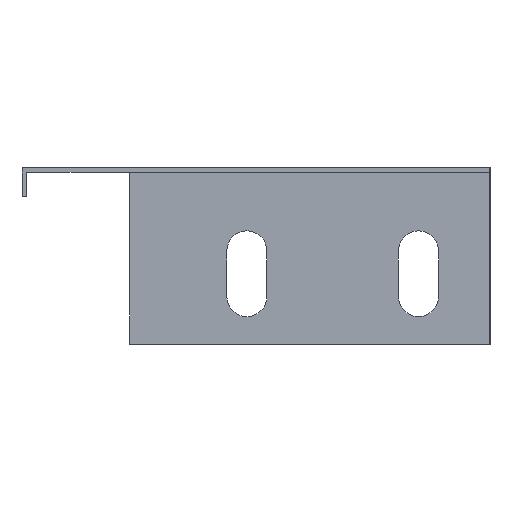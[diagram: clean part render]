
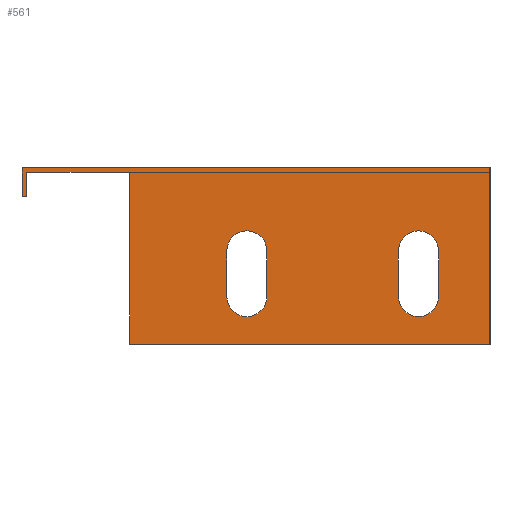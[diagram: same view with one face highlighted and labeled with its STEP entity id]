
A CAD part, left-side view. The second image highlights one B-rep face of the part: STEP entity #561.
In plain terms, the highlighted planar face has unit normal (-1, 0, 0).
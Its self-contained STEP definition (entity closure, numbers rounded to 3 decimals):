
#2 = VERTEX_POINT ( 'NONE', #194 ) ;
#5 = CARTESIAN_POINT ( 'NONE',  ( -250.8, 31.5, -0.8 ) ) ;
#6 = ORIENTED_EDGE ( 'NONE', *, *, #710, .T. ) ;
#8 = AXIS2_PLACEMENT_3D ( 'NONE', #254, #816, #681 ) ;
#12 = CARTESIAN_POINT ( 'NONE',  ( -250.8, 49.5, -0.8 ) ) ;
#13 = DIRECTION ( 'NONE',  ( -1., 0., 0. ) ) ;
#33 = EDGE_CURVE ( 'NONE', #2, #1006, #584, .T. ) ;
#35 = DIRECTION ( 'NONE',  ( 0., 0., -1. ) ) ;
#40 = DIRECTION ( 'NONE',  ( 0., -1., 0. ) ) ;
#53 = DIRECTION ( 'NONE',  ( 0., 0., 1. ) ) ;
#80 = ORIENTED_EDGE ( 'NONE', *, *, #591, .F. ) ;
#87 = FACE_BOUND ( 'NONE', #986, .T. ) ;
#91 = CIRCLE ( 'NONE', #139, 3.5 ) ;
#103 = CARTESIAN_POINT ( 'NONE',  ( -250.8, 51.431, 0. ) ) ;
#106 = DIRECTION ( 'NONE',  ( 0., 0., 1. ) ) ;
#107 = VECTOR ( 'NONE', #946, 1000. ) ;
#112 = DIRECTION ( 'NONE',  ( -1., 0., 0. ) ) ;
#113 = VERTEX_POINT ( 'NONE', #917 ) ;
#127 = CARTESIAN_POINT ( 'NONE',  ( -250.8, 7.5, -22.5 ) ) ;
#131 = ORIENTED_EDGE ( 'NONE', *, *, #719, .F. ) ;
#132 = CARTESIAN_POINT ( 'NONE',  ( -250.8, -15.5, -22.5 ) ) ;
#135 = DIRECTION ( 'NONE',  ( 1., 0., 0. ) ) ;
#139 = AXIS2_PLACEMENT_3D ( 'NONE', #590, #112, #683 ) ;
#143 = LINE ( 'NONE', #670, #364 ) ;
#144 = ORIENTED_EDGE ( 'NONE', *, *, #156, .F. ) ;
#156 = EDGE_CURVE ( 'NONE', #888, #651, #615, .T. ) ;
#179 = CARTESIAN_POINT ( 'NONE',  ( -250.8, -15.5, -14.5 ) ) ;
#180 = VECTOR ( 'NONE', #53, 1000. ) ;
#185 = VECTOR ( 'NONE', #363, 1000. ) ;
#186 = CARTESIAN_POINT ( 'NONE',  ( -250.8, 51.431, -0.8 ) ) ;
#190 = CIRCLE ( 'NONE', #8, 3.5 ) ;
#194 = CARTESIAN_POINT ( 'NONE',  ( -250.8, -22.5, -22.5 ) ) ;
#203 = EDGE_CURVE ( 'NONE', #814, #2, #604, .T. ) ;
#208 = EDGE_CURVE ( 'NONE', #666, #1005, #1022, .T. ) ;
#221 = CARTESIAN_POINT ( 'NONE',  ( -250.8, 49.5, 0. ) ) ;
#223 = EDGE_CURVE ( 'NONE', #113, #942, #190, .T. ) ;
#227 = PLANE ( 'NONE',  #587 ) ;
#242 = VERTEX_POINT ( 'NONE', #903 ) ;
#254 = CARTESIAN_POINT ( 'NONE',  ( -250.8, 11., -22.5 ) ) ;
#304 = CARTESIAN_POINT ( 'NONE',  ( -250.8, 31.5, -0.8 ) ) ;
#311 = ORIENTED_EDGE ( 'NONE', *, *, #203, .F. ) ;
#315 = VECTOR ( 'NONE', #832, 1000. ) ;
#330 = CARTESIAN_POINT ( 'NONE',  ( -250.8, 7.5, -14.5 ) ) ;
#334 = CARTESIAN_POINT ( 'NONE',  ( -250.8, -31.5, -30.8 ) ) ;
#340 = DIRECTION ( 'NONE',  ( 0., 0., 1. ) ) ;
#341 = LINE ( 'NONE', #334, #488 ) ;
#363 = DIRECTION ( 'NONE',  ( 0., -1., 0. ) ) ;
#364 = VECTOR ( 'NONE', #755, 1000. ) ;
#378 = LINE ( 'NONE', #465, #180 ) ;
#386 = CARTESIAN_POINT ( 'NONE',  ( -250.8, -22.5, -14.5 ) ) ;
#391 = DIRECTION ( 'NONE',  ( 0., 0., 1. ) ) ;
#394 = EDGE_LOOP ( 'NONE', ( #421, #311, #593, #1013 ) ) ;
#395 = VERTEX_POINT ( 'NONE', #330 ) ;
#411 = EDGE_CURVE ( 'NONE', #395, #418, #974, .T. ) ;
#418 = VERTEX_POINT ( 'NONE', #733 ) ;
#419 = ORIENTED_EDGE ( 'NONE', *, *, #1019, .T. ) ;
#421 = ORIENTED_EDGE ( 'NONE', *, *, #33, .F. ) ;
#424 = LINE ( 'NONE', #455, #426 ) ;
#426 = VECTOR ( 'NONE', #40, 1000. ) ;
#427 = CARTESIAN_POINT ( 'NONE',  ( -250.8, -31.5, 0. ) ) ;
#446 = EDGE_CURVE ( 'NONE', #578, #242, #341, .T. ) ;
#450 = CARTESIAN_POINT ( 'NONE',  ( -250.8, 14.5, -22.5 ) ) ;
#455 = CARTESIAN_POINT ( 'NONE',  ( -250.8, 50.3, -5. ) ) ;
#457 = ORIENTED_EDGE ( 'NONE', *, *, #555, .T. ) ;
#465 = CARTESIAN_POINT ( 'NONE',  ( -250.8, -31.5, -0.8 ) ) ;
#472 = VECTOR ( 'NONE', #106, 1000. ) ;
#478 = VECTOR ( 'NONE', #340, 1000. ) ;
#488 = VECTOR ( 'NONE', #896, 1000. ) ;
#489 = CARTESIAN_POINT ( 'NONE',  ( -250.8, 11., -14.5 ) ) ;
#518 = VERTEX_POINT ( 'NONE', #657 ) ;
#550 = CARTESIAN_POINT ( 'NONE',  ( -250.8, 7.5, -22.5 ) ) ;
#555 = EDGE_CURVE ( 'NONE', #678, #666, #649, .T. ) ;
#558 = ORIENTED_EDGE ( 'NONE', *, *, #208, .T. ) ;
#561 = ADVANCED_FACE ( 'NONE', ( #87, #736, #1059 ), #227, .F. ) ;
#567 = DIRECTION ( 'NONE',  ( 0., 0., 1. ) ) ;
#578 = VERTEX_POINT ( 'NONE', #619 ) ;
#581 = DIRECTION ( 'NONE',  ( 0., 0., 1. ) ) ;
#584 = LINE ( 'NONE', #1054, #478 ) ;
#586 = CARTESIAN_POINT ( 'NONE',  ( -250.8, 50.3, 0. ) ) ;
#587 = AXIS2_PLACEMENT_3D ( 'NONE', #5, #135, #791 ) ;
#590 = CARTESIAN_POINT ( 'NONE',  ( -250.8, -19., -14.5 ) ) ;
#591 = EDGE_CURVE ( 'NONE', #942, #395, #924, .T. ) ;
#593 = ORIENTED_EDGE ( 'NONE', *, *, #767, .F. ) ;
#604 = CIRCLE ( 'NONE', #1014, 3.5 ) ;
#607 = VERTEX_POINT ( 'NONE', #179 ) ;
#615 = LINE ( 'NONE', #103, #1025 ) ;
#619 = CARTESIAN_POINT ( 'NONE',  ( -250.8, 31.5, -30.8 ) ) ;
#620 = VECTOR ( 'NONE', #391, 1000. ) ;
#649 = LINE ( 'NONE', #221, #107 ) ;
#651 = VERTEX_POINT ( 'NONE', #427 ) ;
#657 = CARTESIAN_POINT ( 'NONE',  ( -250.8, 50.3, -5. ) ) ;
#663 = LINE ( 'NONE', #450, #1041 ) ;
#666 = VERTEX_POINT ( 'NONE', #12 ) ;
#670 = CARTESIAN_POINT ( 'NONE',  ( -250.8, 31.5, -30.8 ) ) ;
#673 = DIRECTION ( 'NONE',  ( 0., -1., 0. ) ) ;
#678 = VERTEX_POINT ( 'NONE', #912 ) ;
#681 = DIRECTION ( 'NONE',  ( 0., 0., 1. ) ) ;
#683 = DIRECTION ( 'NONE',  ( 0., 0., 1. ) ) ;
#710 = EDGE_CURVE ( 'NONE', #1005, #578, #143, .T. ) ;
#719 = EDGE_CURVE ( 'NONE', #518, #888, #980, .T. ) ;
#733 = CARTESIAN_POINT ( 'NONE',  ( -250.8, 14.5, -14.5 ) ) ;
#736 = FACE_BOUND ( 'NONE', #394, .T. ) ;
#743 = LINE ( 'NONE', #999, #315 ) ;
#754 = CARTESIAN_POINT ( 'NONE',  ( -250.8, -19., -22.5 ) ) ;
#755 = DIRECTION ( 'NONE',  ( 0., 0., -1. ) ) ;
#761 = ORIENTED_EDGE ( 'NONE', *, *, #891, .F. ) ;
#767 = EDGE_CURVE ( 'NONE', #607, #814, #743, .T. ) ;
#779 = AXIS2_PLACEMENT_3D ( 'NONE', #489, #1056, #567 ) ;
#787 = EDGE_CURVE ( 'NONE', #1006, #607, #91, .T. ) ;
#791 = DIRECTION ( 'NONE',  ( 0., 0., -1. ) ) ;
#814 = VERTEX_POINT ( 'NONE', #132 ) ;
#816 = DIRECTION ( 'NONE',  ( -1., 0., 0. ) ) ;
#832 = DIRECTION ( 'NONE',  ( 0., 0., -1. ) ) ;
#888 = VERTEX_POINT ( 'NONE', #1012 ) ;
#891 = EDGE_CURVE ( 'NONE', #418, #113, #663, .T. ) ;
#894 = EDGE_LOOP ( 'NONE', ( #419, #144, #131, #983, #457, #558, #6, #973 ) ) ;
#896 = DIRECTION ( 'NONE',  ( 0., -1., 0. ) ) ;
#903 = CARTESIAN_POINT ( 'NONE',  ( -250.8, -31.5, -30.8 ) ) ;
#912 = CARTESIAN_POINT ( 'NONE',  ( -250.8, 49.5, -5. ) ) ;
#917 = CARTESIAN_POINT ( 'NONE',  ( -250.8, 14.5, -22.5 ) ) ;
#924 = LINE ( 'NONE', #550, #620 ) ;
#931 = ORIENTED_EDGE ( 'NONE', *, *, #223, .F. ) ;
#932 = EDGE_CURVE ( 'NONE', #518, #678, #424, .T. ) ;
#938 = ORIENTED_EDGE ( 'NONE', *, *, #411, .F. ) ;
#942 = VERTEX_POINT ( 'NONE', #127 ) ;
#946 = DIRECTION ( 'NONE',  ( 0., 0., 1. ) ) ;
#973 = ORIENTED_EDGE ( 'NONE', *, *, #446, .T. ) ;
#974 = CIRCLE ( 'NONE', #779, 3.5 ) ;
#980 = LINE ( 'NONE', #586, #472 ) ;
#983 = ORIENTED_EDGE ( 'NONE', *, *, #932, .T. ) ;
#986 = EDGE_LOOP ( 'NONE', ( #80, #931, #761, #938 ) ) ;
#999 = CARTESIAN_POINT ( 'NONE',  ( -250.8, -15.5, -22.5 ) ) ;
#1005 = VERTEX_POINT ( 'NONE', #304 ) ;
#1006 = VERTEX_POINT ( 'NONE', #386 ) ;
#1012 = CARTESIAN_POINT ( 'NONE',  ( -250.8, 50.3, 0. ) ) ;
#1013 = ORIENTED_EDGE ( 'NONE', *, *, #787, .F. ) ;
#1014 = AXIS2_PLACEMENT_3D ( 'NONE', #754, #13, #581 ) ;
#1019 = EDGE_CURVE ( 'NONE', #242, #651, #378, .T. ) ;
#1022 = LINE ( 'NONE', #186, #185 ) ;
#1025 = VECTOR ( 'NONE', #673, 1000. ) ;
#1041 = VECTOR ( 'NONE', #35, 1000. ) ;
#1054 = CARTESIAN_POINT ( 'NONE',  ( -250.8, -22.5, -22.5 ) ) ;
#1056 = DIRECTION ( 'NONE',  ( -1., 0., 0. ) ) ;
#1059 = FACE_OUTER_BOUND ( 'NONE', #894, .T. ) ;
